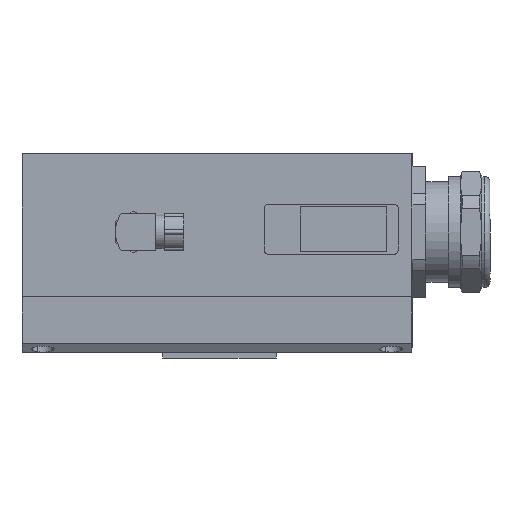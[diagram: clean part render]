
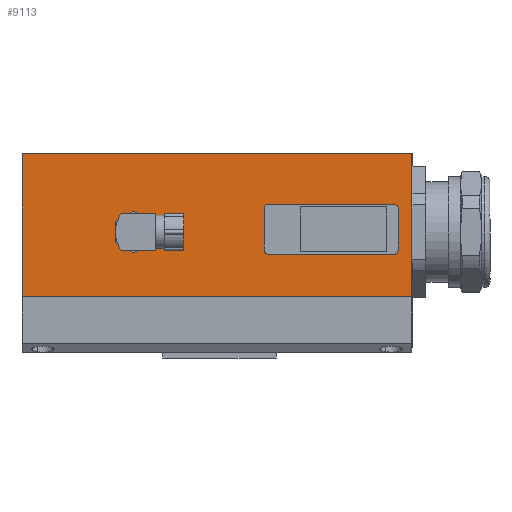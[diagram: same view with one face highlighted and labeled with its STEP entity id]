
A CAD part, left-side view. The second image highlights one B-rep face of the part: STEP entity #9113.
In plain terms, the highlighted planar face has unit normal (-1, 0, 0).
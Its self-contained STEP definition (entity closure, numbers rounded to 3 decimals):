
#38 = VERTEX_POINT ( 'NONE', #20532 ) ;
#114 = EDGE_CURVE ( 'NONE', #4687, #15241, #14534, .T. ) ;
#437 = CARTESIAN_POINT ( 'NONE',  ( -90., 18., -10. ) ) ;
#617 = CIRCLE ( 'NONE', #18762, 1.5 ) ;
#753 = VECTOR ( 'NONE', #1552, 1000. ) ;
#993 = EDGE_CURVE ( 'NONE', #17702, #4974, #1197, .T. ) ;
#1021 = DIRECTION ( 'NONE',  ( 0., 0., -1. ) ) ;
#1030 = DIRECTION ( 'NONE',  ( 0., -1., 0. ) ) ;
#1134 = DIRECTION ( 'NONE',  ( 0., -1., 0. ) ) ;
#1197 = CIRCLE ( 'NONE', #15448, 1.5 ) ;
#1317 = VECTOR ( 'NONE', #17507, 1000. ) ;
#1552 = DIRECTION ( 'NONE',  ( 0., 0.5, 0.866 ) ) ;
#1650 = EDGE_CURVE ( 'NONE', #11443, #4687, #12331, .T. ) ;
#1757 = LINE ( 'NONE', #20462, #6142 ) ;
#1974 = VECTOR ( 'NONE', #21031, 1000. ) ;
#2017 = EDGE_CURVE ( 'NONE', #2718, #16219, #11527, .T. ) ;
#2333 = DIRECTION ( 'NONE',  ( 0., 0., -1. ) ) ;
#2431 = DIRECTION ( 'NONE',  ( 0., 0., -1. ) ) ;
#2712 = ORIENTED_EDGE ( 'NONE', *, *, #11085, .T. ) ;
#2718 = VERTEX_POINT ( 'NONE', #19338 ) ;
#2763 = CARTESIAN_POINT ( 'NONE',  ( -90., -15., -143.5 ) ) ;
#2934 = VERTEX_POINT ( 'NONE', #11982 ) ;
#3302 = CARTESIAN_POINT ( 'NONE',  ( -90., -12.506, -50. ) ) ;
#3718 = ORIENTED_EDGE ( 'NONE', *, *, #11233, .F. ) ;
#3785 = AXIS2_PLACEMENT_3D ( 'NONE', #17666, #12651, #19447 ) ;
#3889 = LINE ( 'NONE', #10704, #1974 ) ;
#3892 = ORIENTED_EDGE ( 'NONE', *, *, #17882, .F. ) ;
#4087 = DIRECTION ( 'NONE',  ( 0., 0.5, -0.866 ) ) ;
#4174 = EDGE_CURVE ( 'NONE', #21456, #16876, #16297, .T. ) ;
#4242 = CARTESIAN_POINT ( 'NONE',  ( -90., -13.5, -145. ) ) ;
#4366 = AXIS2_PLACEMENT_3D ( 'NONE', #8150, #14948, #13275 ) ;
#4687 = VERTEX_POINT ( 'NONE', #2763 ) ;
#4716 = DIRECTION ( 'NONE',  ( 0., 0., -1. ) ) ;
#4765 = ORIENTED_EDGE ( 'NONE', *, *, #6679, .F. ) ;
#4810 = VECTOR ( 'NONE', #4716, 1000. ) ;
#4829 = EDGE_CURVE ( 'NONE', #4974, #11443, #18578, .T. ) ;
#4974 = VERTEX_POINT ( 'NONE', #7227 ) ;
#5144 = LINE ( 'NONE', #20500, #1317 ) ;
#5421 = ORIENTED_EDGE ( 'NONE', *, *, #993, .F. ) ;
#5607 = VECTOR ( 'NONE', #4087, 1000. ) ;
#5720 = DIRECTION ( 'NONE',  ( -1., 0., 0. ) ) ;
#5807 = DIRECTION ( 'NONE',  ( -1., 0., 0. ) ) ;
#5855 = ORIENTED_EDGE ( 'NONE', *, *, #11678, .F. ) ;
#5857 = CARTESIAN_POINT ( 'NONE',  ( -90., -8.753, -56.5 ) ) ;
#5877 = ORIENTED_EDGE ( 'NONE', *, *, #4174, .F. ) ;
#5999 = LINE ( 'NONE', #19578, #5607 ) ;
#6142 = VECTOR ( 'NONE', #10253, 1000. ) ;
#6171 = CARTESIAN_POINT ( 'NONE',  ( -90., -7.245, -10. ) ) ;
#6187 = CARTESIAN_POINT ( 'NONE',  ( -90., -1.247, -43.5 ) ) ;
#6255 = FACE_BOUND ( 'NONE', #17932, .T. ) ;
#6497 = LINE ( 'NONE', #6171, #6505 ) ;
#6505 = VECTOR ( 'NONE', #1134, 1000. ) ;
#6679 = EDGE_CURVE ( 'NONE', #16038, #18480, #9635, .T. ) ;
#6997 = ORIENTED_EDGE ( 'NONE', *, *, #4829, .F. ) ;
#7053 = DIRECTION ( 'NONE',  ( -1., 0., 0. ) ) ;
#7227 = CARTESIAN_POINT ( 'NONE',  ( -90., 1.5, -145. ) ) ;
#7928 = FACE_BOUND ( 'NONE', #10258, .T. ) ;
#7988 = ORIENTED_EDGE ( 'NONE', *, *, #10667, .F. ) ;
#8150 = CARTESIAN_POINT ( 'NONE',  ( -90., -38.1, -150. ) ) ;
#8323 = ORIENTED_EDGE ( 'NONE', *, *, #114, .F. ) ;
#8358 = ORIENTED_EDGE ( 'NONE', *, *, #13967, .F. ) ;
#8437 = CIRCLE ( 'NONE', #20176, 1.5 ) ;
#8561 = CARTESIAN_POINT ( 'NONE',  ( -90., -13.5, -97. ) ) ;
#8691 = LINE ( 'NONE', #16932, #753 ) ;
#8879 = CARTESIAN_POINT ( 'NONE',  ( -90., -15., -98.5 ) ) ;
#9069 = DIRECTION ( 'NONE',  ( 0., -1., 0. ) ) ;
#9113 = ADVANCED_FACE ( 'NONE', ( #15056, #6255, #7928 ), #21494, .T. ) ;
#9572 = ORIENTED_EDGE ( 'NONE', *, *, #15354, .F. ) ;
#9635 = LINE ( 'NONE', #17194, #14515 ) ;
#10253 = DIRECTION ( 'NONE',  ( 0., -0.5, -0.866 ) ) ;
#10258 = EDGE_LOOP ( 'NONE', ( #6997, #5421, #9572, #20609, #5877, #14051, #8323, #12620 ) ) ;
#10396 = CARTESIAN_POINT ( 'NONE',  ( -90., -13.5, -98.5 ) ) ;
#10412 = VECTOR ( 'NONE', #9069, 1000. ) ;
#10667 = EDGE_CURVE ( 'NONE', #2934, #2718, #1757, .T. ) ;
#10678 = VERTEX_POINT ( 'NONE', #15472 ) ;
#10704 = CARTESIAN_POINT ( 'NONE',  ( -90., -8.753, -56.5 ) ) ;
#10982 = CARTESIAN_POINT ( 'NONE',  ( -90., -15., -143.5 ) ) ;
#11085 = EDGE_CURVE ( 'NONE', #14391, #16889, #17536, .T. ) ;
#11184 = CARTESIAN_POINT ( 'NONE',  ( -90., 3., -143.5 ) ) ;
#11233 = EDGE_CURVE ( 'NONE', #20437, #38, #6497, .T. ) ;
#11308 = CARTESIAN_POINT ( 'NONE',  ( -90., -1.247, -56.5 ) ) ;
#11443 = VERTEX_POINT ( 'NONE', #4242 ) ;
#11527 = LINE ( 'NONE', #11308, #12660 ) ;
#11678 = EDGE_CURVE ( 'NONE', #17075, #16038, #8691, .T. ) ;
#11783 = EDGE_CURVE ( 'NONE', #20437, #14391, #20806, .T. ) ;
#11863 = ORIENTED_EDGE ( 'NONE', *, *, #11783, .T. ) ;
#11982 = CARTESIAN_POINT ( 'NONE',  ( -90., 2.506, -50. ) ) ;
#12200 = ORIENTED_EDGE ( 'NONE', *, *, #19813, .F. ) ;
#12331 = CIRCLE ( 'NONE', #3785, 1.5 ) ;
#12529 = CARTESIAN_POINT ( 'NONE',  ( -90., -7.245, -150. ) ) ;
#12588 = CARTESIAN_POINT ( 'NONE',  ( -90., 18., -79.3 ) ) ;
#12615 = CARTESIAN_POINT ( 'NONE',  ( -90., -13.5, -97. ) ) ;
#12620 = ORIENTED_EDGE ( 'NONE', *, *, #1650, .F. ) ;
#12651 = DIRECTION ( 'NONE',  ( -1., 0., 0. ) ) ;
#12660 = VECTOR ( 'NONE', #1030, 1000. ) ;
#13275 = DIRECTION ( 'NONE',  ( 0., 1., 0. ) ) ;
#13293 = LINE ( 'NONE', #18185, #4810 ) ;
#13581 = VECTOR ( 'NONE', #15866, 1000. ) ;
#13612 = CARTESIAN_POINT ( 'NONE',  ( -90., 18., -150. ) ) ;
#13842 = DIRECTION ( 'NONE',  ( 0., 0., 1. ) ) ;
#13967 = EDGE_CURVE ( 'NONE', #16219, #17075, #3889, .T. ) ;
#14051 = ORIENTED_EDGE ( 'NONE', *, *, #15386, .F. ) ;
#14391 = VERTEX_POINT ( 'NONE', #13612 ) ;
#14515 = VECTOR ( 'NONE', #20520, 1000. ) ;
#14534 = LINE ( 'NONE', #10982, #13581 ) ;
#14948 = DIRECTION ( 'NONE',  ( -1., 0., 0. ) ) ;
#14985 = VECTOR ( 'NONE', #19291, 1000. ) ;
#15056 = FACE_OUTER_BOUND ( 'NONE', #17091, .T. ) ;
#15241 = VERTEX_POINT ( 'NONE', #8879 ) ;
#15244 = CARTESIAN_POINT ( 'NONE',  ( -90., -8.753, -43.5 ) ) ;
#15354 = EDGE_CURVE ( 'NONE', #10678, #17702, #5144, .T. ) ;
#15386 = EDGE_CURVE ( 'NONE', #15241, #21456, #617, .T. ) ;
#15448 = AXIS2_PLACEMENT_3D ( 'NONE', #17610, #5807, #2333 ) ;
#15472 = CARTESIAN_POINT ( 'NONE',  ( -90., 3., -98.5 ) ) ;
#15866 = DIRECTION ( 'NONE',  ( 0., 0., 1. ) ) ;
#16038 = VERTEX_POINT ( 'NONE', #15244 ) ;
#16219 = VERTEX_POINT ( 'NONE', #5857 ) ;
#16297 = LINE ( 'NONE', #12615, #14985 ) ;
#16370 = CARTESIAN_POINT ( 'NONE',  ( -90., -33., -150. ) ) ;
#16876 = VERTEX_POINT ( 'NONE', #17918 ) ;
#16889 = VERTEX_POINT ( 'NONE', #16370 ) ;
#16932 = CARTESIAN_POINT ( 'NONE',  ( -90., -12.506, -50. ) ) ;
#17075 = VERTEX_POINT ( 'NONE', #3302 ) ;
#17091 = EDGE_LOOP ( 'NONE', ( #12200, #3718, #11863, #2712 ) ) ;
#17131 = VECTOR ( 'NONE', #2431, 1000. ) ;
#17194 = CARTESIAN_POINT ( 'NONE',  ( -90., -1.247, -43.5 ) ) ;
#17248 = CARTESIAN_POINT ( 'NONE',  ( -90., -13.5, -145. ) ) ;
#17382 = ORIENTED_EDGE ( 'NONE', *, *, #2017, .F. ) ;
#17415 = EDGE_CURVE ( 'NONE', #16876, #10678, #8437, .T. ) ;
#17507 = DIRECTION ( 'NONE',  ( 0., 0., -1. ) ) ;
#17536 = LINE ( 'NONE', #12529, #10412 ) ;
#17610 = CARTESIAN_POINT ( 'NONE',  ( -90., 1.5, -143.5 ) ) ;
#17666 = CARTESIAN_POINT ( 'NONE',  ( -90., -13.5, -143.5 ) ) ;
#17702 = VERTEX_POINT ( 'NONE', #11184 ) ;
#17882 = EDGE_CURVE ( 'NONE', #18480, #2934, #5999, .T. ) ;
#17918 = CARTESIAN_POINT ( 'NONE',  ( -90., 1.5, -97. ) ) ;
#17932 = EDGE_LOOP ( 'NONE', ( #17382, #7988, #3892, #4765, #5855, #8358 ) ) ;
#18075 = CARTESIAN_POINT ( 'NONE',  ( -90., 1.5, -98.5 ) ) ;
#18185 = CARTESIAN_POINT ( 'NONE',  ( -90., -33., -80. ) ) ;
#18480 = VERTEX_POINT ( 'NONE', #6187 ) ;
#18578 = LINE ( 'NONE', #17248, #21879 ) ;
#18762 = AXIS2_PLACEMENT_3D ( 'NONE', #10396, #7053, #13842 ) ;
#18802 = DIRECTION ( 'NONE',  ( 0., -1., 0. ) ) ;
#19291 = DIRECTION ( 'NONE',  ( 0., 1., 0. ) ) ;
#19338 = CARTESIAN_POINT ( 'NONE',  ( -90., -1.247, -56.5 ) ) ;
#19447 = DIRECTION ( 'NONE',  ( 0., 0., -1. ) ) ;
#19578 = CARTESIAN_POINT ( 'NONE',  ( -90., 2.506, -50. ) ) ;
#19813 = EDGE_CURVE ( 'NONE', #38, #16889, #13293, .T. ) ;
#20176 = AXIS2_PLACEMENT_3D ( 'NONE', #18075, #5720, #1021 ) ;
#20437 = VERTEX_POINT ( 'NONE', #437 ) ;
#20462 = CARTESIAN_POINT ( 'NONE',  ( -90., -1.247, -56.5 ) ) ;
#20500 = CARTESIAN_POINT ( 'NONE',  ( -90., 3., -143.5 ) ) ;
#20520 = DIRECTION ( 'NONE',  ( 0., 1., 0. ) ) ;
#20532 = CARTESIAN_POINT ( 'NONE',  ( -90., -33., -10. ) ) ;
#20609 = ORIENTED_EDGE ( 'NONE', *, *, #17415, .F. ) ;
#20806 = LINE ( 'NONE', #12588, #17131 ) ;
#21031 = DIRECTION ( 'NONE',  ( 0., -0.5, 0.866 ) ) ;
#21456 = VERTEX_POINT ( 'NONE', #8561 ) ;
#21494 = PLANE ( 'NONE',  #4366 ) ;
#21879 = VECTOR ( 'NONE', #18802, 1000. ) ;
